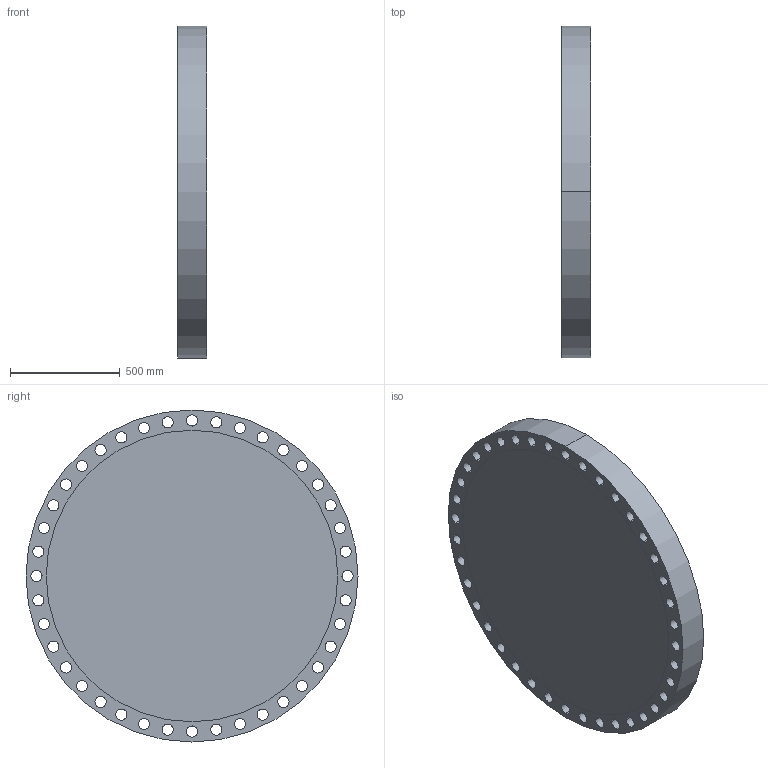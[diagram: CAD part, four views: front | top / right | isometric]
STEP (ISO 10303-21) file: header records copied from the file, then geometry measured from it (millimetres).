
FILE_DESCRIPTION (( 'STEP AP203' ), '1' );
FILE_NAME ('48_300_B1647B_RF_BLF.STEP', '2024-01-12T21:18:16', ( '' ), ( '' ), 'SwSTEP 2.0', 'SolidWorks 2023', '' );
FILE_SCHEMA (( 'CONFIG_CONTROL_DESIGN' ));
Length unit declared in the file: inch
Products named in the file (1): 48_300_B1647B_RF_BLF
Bounding box: 134.94 x 1511.3 x 1511.3 mm (x, y, z)
Volume: 230597664.6 mm3; surface area: 4916614.3 mm2
Topology: 1 solids, 1 shells, 87 faces, 252 edges, 168 vertices
Faces by surface type: cylinder 84, plane 3
Entity records: 3213 total; most frequent: DIRECTION 596, CARTESIAN_POINT 508, ORIENTED_EDGE 504, AXIS2_PLACEMENT_3D 256, EDGE_CURVE 252, VERTEX_POINT 168, CIRCLE 168, EDGE_LOOP 168
